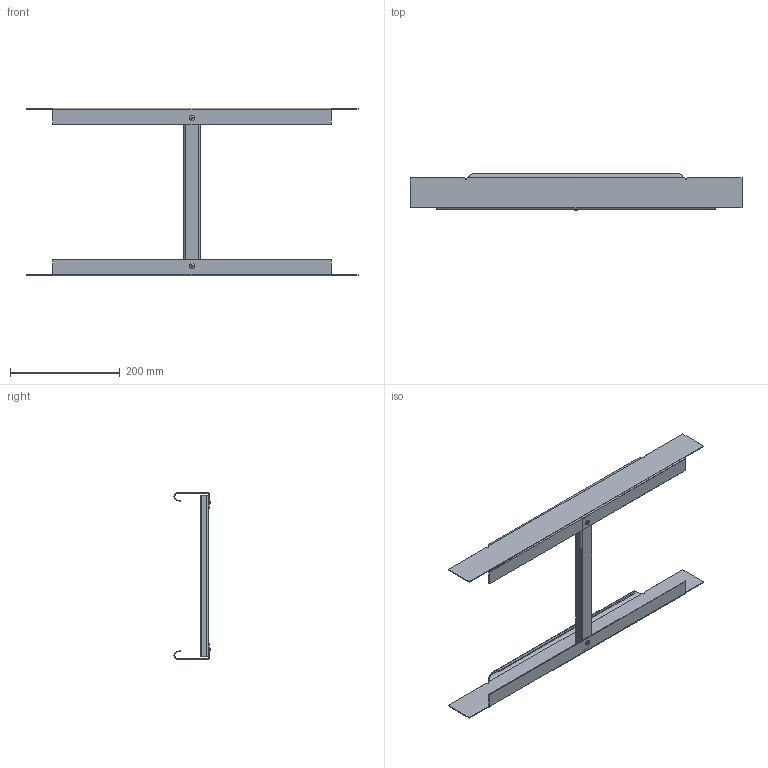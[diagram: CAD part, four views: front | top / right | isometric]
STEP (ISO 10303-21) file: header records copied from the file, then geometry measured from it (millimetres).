
FILE_DESCRIPTION (( 'STEP AP214' ), '1' );
FILE_NAME ('6225712.stp', '2016-12-06T07:41:35', ( '' ), ( '' ), 'SwSTEP 2.0', 'SolidWorks 2016', '' );
FILE_SCHEMA (( 'AUTOMOTIVE_DESIGN' ));
Length unit declared in the file: millimetre
Products named in the file (4): 088080_L293; 6225712; 082700_Gerade; KTS 14.041-005_3.00mm
Assembly tree (5 placements, depth 2):
  6225712
    088080_L293
    KTS 14.041-005_3.00mm  x2
    082700_Gerade  x2
Bounding box: 604 x 65.6 x 304.2 mm (x, y, z)
Volume: 198212 mm3; surface area: 269556 mm2
Topology: 5 solids, 5 shells, 132 faces, 280 edges, 160 vertices
Faces by surface type: plane 84, cylinder 32, torus 8, cone 4, bspline 4
Entity records: 2482 total; most frequent: CARTESIAN_POINT 517, DIRECTION 396, ORIENTED_EDGE 356, EDGE_CURVE 178, AXIS2_PLACEMENT_3D 135, VECTOR 126, LINE 126, VERTEX_POINT 100
